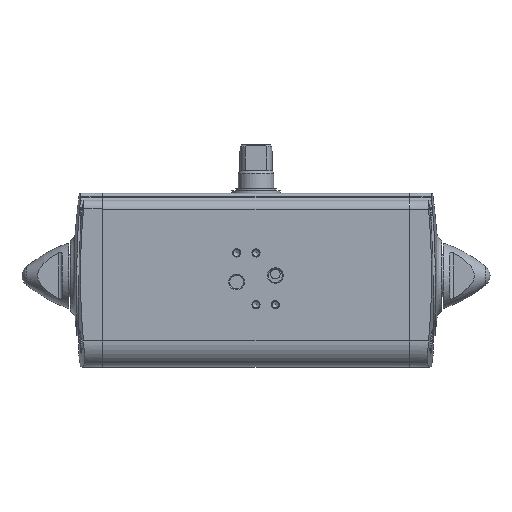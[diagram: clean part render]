
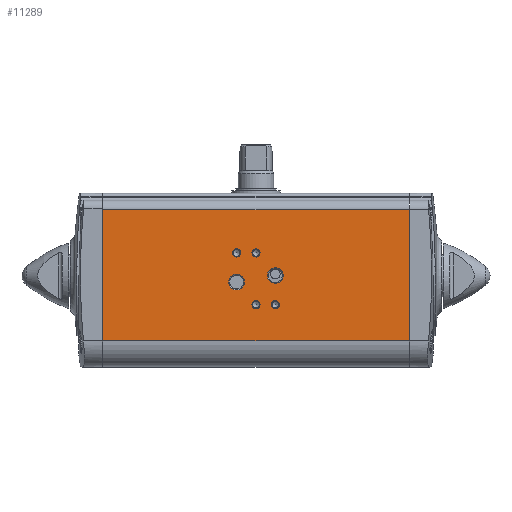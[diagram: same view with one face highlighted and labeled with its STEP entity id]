
A CAD part, top view. The second image highlights one B-rep face of the part: STEP entity #11289.
In plain terms, the highlighted planar face has unit normal (0, 0, 1).
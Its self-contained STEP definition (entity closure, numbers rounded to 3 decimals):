
#304=CIRCLE('',#11938,4.864);
#305=CIRCLE('',#11939,2.5);
#306=CIRCLE('',#11940,2.5);
#307=CIRCLE('',#11941,2.5);
#308=CIRCLE('',#11942,2.5);
#309=CIRCLE('',#11943,4.864);
#1501=ORIENTED_EDGE('',*,*,#3641,.T.);
#1502=ORIENTED_EDGE('',*,*,#3642,.T.);
#1503=ORIENTED_EDGE('',*,*,#3643,.T.);
#1504=ORIENTED_EDGE('',*,*,#3644,.T.);
#1505=ORIENTED_EDGE('',*,*,#3645,.T.);
#1506=ORIENTED_EDGE('',*,*,#3646,.T.);
#1507=ORIENTED_EDGE('',*,*,#3647,.T.);
#1508=ORIENTED_EDGE('',*,*,#3270,.F.);
#1509=ORIENTED_EDGE('',*,*,#3648,.F.);
#1510=ORIENTED_EDGE('',*,*,#3649,.T.);
#3270=EDGE_CURVE('',#4370,#4371,#5117,.T.);
#3641=EDGE_CURVE('',#4676,#4676,#304,.T.);
#3642=EDGE_CURVE('',#4677,#4677,#305,.T.);
#3643=EDGE_CURVE('',#4678,#4678,#306,.T.);
#3644=EDGE_CURVE('',#4679,#4679,#307,.T.);
#3645=EDGE_CURVE('',#4680,#4680,#308,.T.);
#3646=EDGE_CURVE('',#4681,#4681,#309,.T.);
#3647=EDGE_CURVE('',#4682,#4371,#5258,.T.);
#3648=EDGE_CURVE('',#4683,#4370,#5259,.T.);
#3649=EDGE_CURVE('',#4683,#4682,#5260,.T.);
#4370=VERTEX_POINT('',#15330);
#4371=VERTEX_POINT('',#15332);
#4676=VERTEX_POINT('',#16630);
#4677=VERTEX_POINT('',#16632);
#4678=VERTEX_POINT('',#16634);
#4679=VERTEX_POINT('',#16636);
#4680=VERTEX_POINT('',#16638);
#4681=VERTEX_POINT('',#16640);
#4682=VERTEX_POINT('',#16642);
#4683=VERTEX_POINT('',#16644);
#5117=LINE('',#15331,#5663);
#5258=LINE('',#16641,#5804);
#5259=LINE('',#16643,#5805);
#5260=LINE('',#16645,#5806);
#5663=VECTOR('',#12783,1000.);
#5804=VECTOR('',#13300,1000.);
#5805=VECTOR('',#13301,1000.);
#5806=VECTOR('',#13302,1000.);
#6269=EDGE_LOOP('',(#1501));
#6270=EDGE_LOOP('',(#1502));
#6271=EDGE_LOOP('',(#1503));
#6272=EDGE_LOOP('',(#1504));
#6273=EDGE_LOOP('',(#1505));
#6274=EDGE_LOOP('',(#1506));
#6275=EDGE_LOOP('',(#1507,#1508,#1509,#1510));
#6917=FACE_BOUND('',#6269,.T.);
#6918=FACE_BOUND('',#6270,.T.);
#6919=FACE_BOUND('',#6271,.T.);
#6920=FACE_BOUND('',#6272,.T.);
#6921=FACE_BOUND('',#6273,.T.);
#6922=FACE_BOUND('',#6274,.T.);
#6923=FACE_BOUND('',#6275,.T.);
#7499=PLANE('',#11937);
#11289=ADVANCED_FACE('',(#6917,#6918,#6919,#6920,#6921,#6922,#6923),#7499,
 .F.);
#11937=AXIS2_PLACEMENT_3D('',#16628,#13286,#13287);
#11938=AXIS2_PLACEMENT_3D('',#16629,#13288,#13289);
#11939=AXIS2_PLACEMENT_3D('',#16631,#13290,#13291);
#11940=AXIS2_PLACEMENT_3D('',#16633,#13292,#13293);
#11941=AXIS2_PLACEMENT_3D('',#16635,#13294,#13295);
#11942=AXIS2_PLACEMENT_3D('',#16637,#13296,#13297);
#11943=AXIS2_PLACEMENT_3D('',#16639,#13298,#13299);
#12783=DIRECTION('',(-1.,0.,0.));
#13286=DIRECTION('',(0.,0.,-1.));
#13287=DIRECTION('',(-1.,0.,0.));
#13288=DIRECTION('',(0.,0.,-1.));
#13289=DIRECTION('',(-1.,0.,0.));
#13290=DIRECTION('',(0.,0.,-1.));
#13291=DIRECTION('',(-1.,0.,0.));
#13292=DIRECTION('',(0.,0.,-1.));
#13293=DIRECTION('',(-1.,0.,0.));
#13294=DIRECTION('',(0.,0.,-1.));
#13295=DIRECTION('',(-1.,0.,0.));
#13296=DIRECTION('',(0.,0.,-1.));
#13297=DIRECTION('',(-1.,0.,0.));
#13298=DIRECTION('',(0.,0.,-1.));
#13299=DIRECTION('',(-1.,0.,0.));
#13300=DIRECTION('',(0.,-1.,0.));
#13301=DIRECTION('',(0.,-1.,0.));
#13302=DIRECTION('',(-1.,0.,0.));
#15330=CARTESIAN_POINT('',(95.,-40.5,56.5));
#15331=CARTESIAN_POINT('',(95.,-40.5,56.5));
#15332=CARTESIAN_POINT('',(-95.,-40.5,56.5));
#16628=CARTESIAN_POINT('',(95.,40.7,56.5));
#16629=CARTESIAN_POINT('',(-12.,-4.,56.5));
#16630=CARTESIAN_POINT('',(-16.864,-4.,56.5));
#16631=CARTESIAN_POINT('',(-12.,14.,56.5));
#16632=CARTESIAN_POINT('',(-14.5,14.,56.5));
#16633=CARTESIAN_POINT('',(0.,14.,56.5));
#16634=CARTESIAN_POINT('',(-2.5,14.,56.5));
#16635=CARTESIAN_POINT('',(0.,-18.,56.5));
#16636=CARTESIAN_POINT('',(-2.5,-18.,56.5));
#16637=CARTESIAN_POINT('',(12.,-18.,56.5));
#16638=CARTESIAN_POINT('',(9.5,-18.,56.5));
#16639=CARTESIAN_POINT('',(12.,0.,56.5));
#16640=CARTESIAN_POINT('',(7.136,0.,56.5));
#16641=CARTESIAN_POINT('',(-95.,40.7,56.5));
#16642=CARTESIAN_POINT('',(-95.,40.7,56.5));
#16643=CARTESIAN_POINT('',(95.,40.7,56.5));
#16644=CARTESIAN_POINT('',(95.,40.7,56.5));
#16645=CARTESIAN_POINT('',(95.,40.7,56.5));
